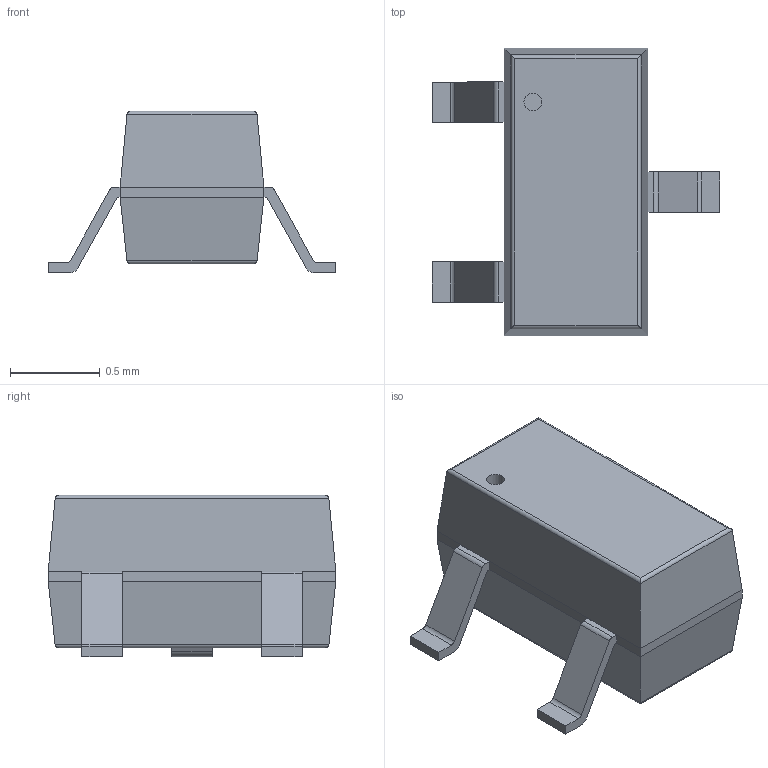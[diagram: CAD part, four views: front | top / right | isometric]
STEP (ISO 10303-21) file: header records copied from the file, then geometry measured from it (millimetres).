
FILE_DESCRIPTION(('FreeCAD Model'),'2;1');
FILE_NAME('Open CASCADE Shape Model','2024-11-22T10:15:40',('Author'),( ''),'Open CASCADE STEP processor 7.6','FreeCAD','Unknown');
FILE_SCHEMA(('AUTOMOTIVE_DESIGN { 1 0 10303 214 1 1 1 1 }'));
Length unit declared in the file: millimetre
Products named in the file (6): ASSEMBLY; Body; PinsArrayL002; PinsArrayL; PinsArrayL001; FilletPinR
Assembly tree (5 placements, depth 3):
  ASSEMBLY
    Body
    PinsArrayL002
      PinsArrayL
      PinsArrayL001
    FilletPinR
Bounding box: 1.6 x 1.6 x 0.9 mm (x, y, z)
Volume: 1 mm3; surface area: 7.3 mm2
Topology: 4 solids, 4 shells, 63 faces, 146 edges, 92 vertices
Faces by surface type: plane 45, cylinder 18
Full cylindrical faces by diameter (mm): 0.1 x1
Entity records: 2067 total; most frequent: DIRECTION 312, CARTESIAN_POINT 307, ORIENTED_EDGE 292, EDGE_CURVE 146, LINE 118, VECTOR 118, AXIS2_PLACEMENT_3D 97, VERTEX_POINT 92
